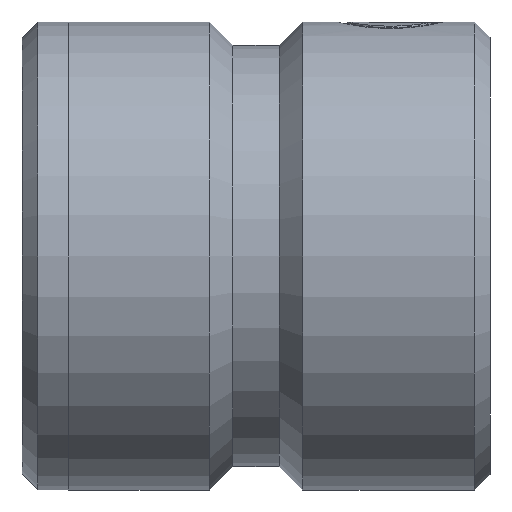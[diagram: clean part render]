
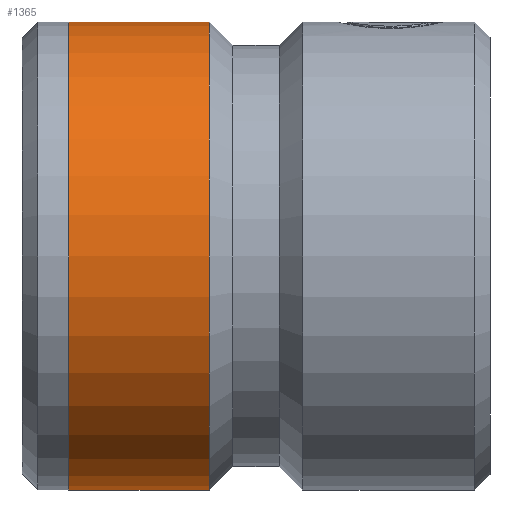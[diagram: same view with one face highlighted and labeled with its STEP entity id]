
A CAD part, left-side view. The second image highlights one B-rep face of the part: STEP entity #1365.
In plain terms, the highlighted cylindrical face has radius 15 mm (diameter 30 mm), a partial arc.
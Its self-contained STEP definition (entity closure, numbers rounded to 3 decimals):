
#2 = DIRECTION ( 'NONE',  ( 0., -1., 0. ) ) ;
#3 = CARTESIAN_POINT ( 'NONE',  ( 0., 27., 15. ) ) ;
#14 = CIRCLE ( 'NONE', #359, 15. ) ;
#23 = CARTESIAN_POINT ( 'NONE',  ( 0., 18., -15. ) ) ;
#84 = CARTESIAN_POINT ( 'NONE',  ( 0., 27., 0. ) ) ;
#86 = EDGE_CURVE ( 'NONE', #1072, #427, #1062, .T. ) ;
#88 = ORIENTED_EDGE ( 'NONE', *, *, #721, .F. ) ;
#109 = CYLINDRICAL_SURFACE ( 'NONE', #1182, 15. ) ;
#143 = VERTEX_POINT ( 'NONE', #1562 ) ;
#178 = CARTESIAN_POINT ( 'NONE',  ( 0., 27., -15. ) ) ;
#179 = CARTESIAN_POINT ( 'NONE',  ( 0., 0., 0. ) ) ;
#195 = EDGE_CURVE ( 'NONE', #427, #1582, #1573, .T. ) ;
#202 = DIRECTION ( 'NONE',  ( 0., 0., -1. ) ) ;
#207 = CARTESIAN_POINT ( 'NONE',  ( 0., 0., -15. ) ) ;
#359 = AXIS2_PLACEMENT_3D ( 'NONE', #724, #2, #856 ) ;
#427 = VERTEX_POINT ( 'NONE', #178 ) ;
#453 = EDGE_LOOP ( 'NONE', ( #1230, #1173, #1471, #88 ) ) ;
#493 = FACE_OUTER_BOUND ( 'NONE', #453, .T. ) ;
#523 = CARTESIAN_POINT ( 'NONE',  ( 0., 0., 15. ) ) ;
#697 = VECTOR ( 'NONE', #1517, 1000. ) ;
#721 = EDGE_CURVE ( 'NONE', #143, #1582, #14, .T. ) ;
#724 = CARTESIAN_POINT ( 'NONE',  ( 0., 18., 0. ) ) ;
#855 = DIRECTION ( 'NONE',  ( 0., -1., 0. ) ) ;
#856 = DIRECTION ( 'NONE',  ( 0., 0., -1. ) ) ;
#922 = DIRECTION ( 'NONE',  ( 0., 0., -1. ) ) ;
#936 = EDGE_CURVE ( 'NONE', #1072, #143, #1459, .T. ) ;
#946 = DIRECTION ( 'NONE',  ( 0., -1., 0. ) ) ;
#1062 = CIRCLE ( 'NONE', #1570, 15. ) ;
#1072 = VERTEX_POINT ( 'NONE', #3 ) ;
#1173 = ORIENTED_EDGE ( 'NONE', *, *, #86, .T. ) ;
#1182 = AXIS2_PLACEMENT_3D ( 'NONE', #179, #1297, #922 ) ;
#1230 = ORIENTED_EDGE ( 'NONE', *, *, #936, .F. ) ;
#1264 = VECTOR ( 'NONE', #855, 1000. ) ;
#1297 = DIRECTION ( 'NONE',  ( 0., -1., 0. ) ) ;
#1365 = ADVANCED_FACE ( 'NONE', ( #493 ), #109, .T. ) ;
#1459 = LINE ( 'NONE', #523, #697 ) ;
#1471 = ORIENTED_EDGE ( 'NONE', *, *, #195, .T. ) ;
#1517 = DIRECTION ( 'NONE',  ( 0., -1., 0. ) ) ;
#1562 = CARTESIAN_POINT ( 'NONE',  ( 0., 18., 15. ) ) ;
#1570 = AXIS2_PLACEMENT_3D ( 'NONE', #84, #946, #202 ) ;
#1573 = LINE ( 'NONE', #207, #1264 ) ;
#1582 = VERTEX_POINT ( 'NONE', #23 ) ;
